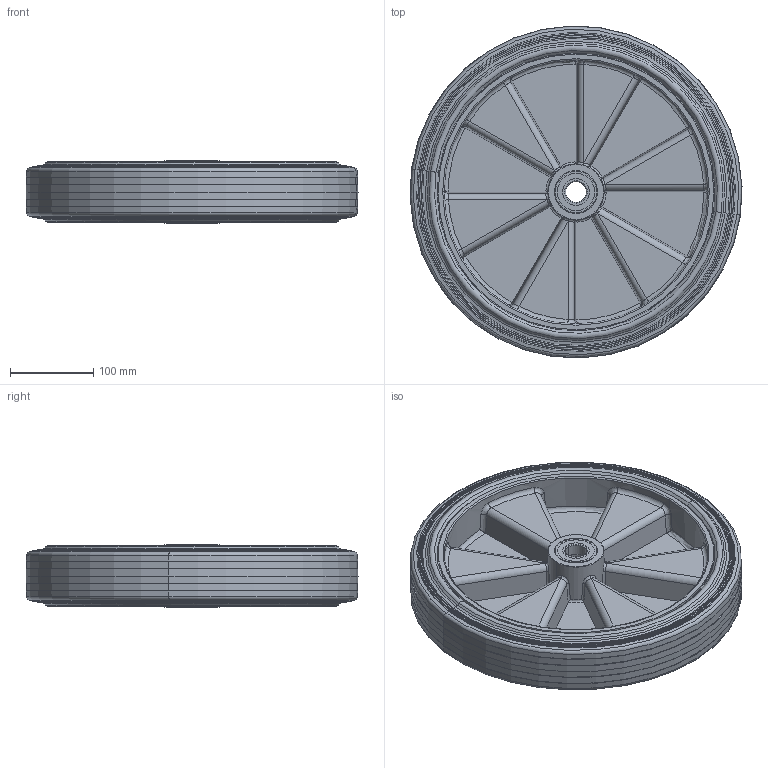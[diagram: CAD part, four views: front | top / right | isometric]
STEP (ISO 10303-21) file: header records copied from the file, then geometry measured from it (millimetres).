
FILE_DESCRIPTION (( 'STEP AP214' ), '1' );
FILE_NAME ('0047110.step', '2026-01-13T14:23:12', ( '' ), ( '' ), 'SwSTEP 2.0', 'SolidWorks 2020', '' );
FILE_SCHEMA (( 'AUTOMOTIVE_DESIGN' ));
Length unit declared in the file: millimetre
Products named in the file (1): 0047110
Bounding box: 399.76 x 399.76 x 75 mm (x, y, z)
Volume: 3709961.9 mm3; surface area: 670548.3 mm2
Topology: 13 solids, 13 shells, 486 faces, 1092 edges, 632 vertices
Faces by surface type: cylinder 122, bspline 120, torus 110, plane 86, cone 36, sphere 12
Entity records: 26056 total; most frequent: CARTESIAN_POINT 10603, ORIENTED_EDGE 2160, DIRECTION 2044, EDGE_CURVE 1080, AXIS2_PLACEMENT_3D 919, VERTEX_POINT 632, CIRCLE 552, EDGE_LOOP 524
